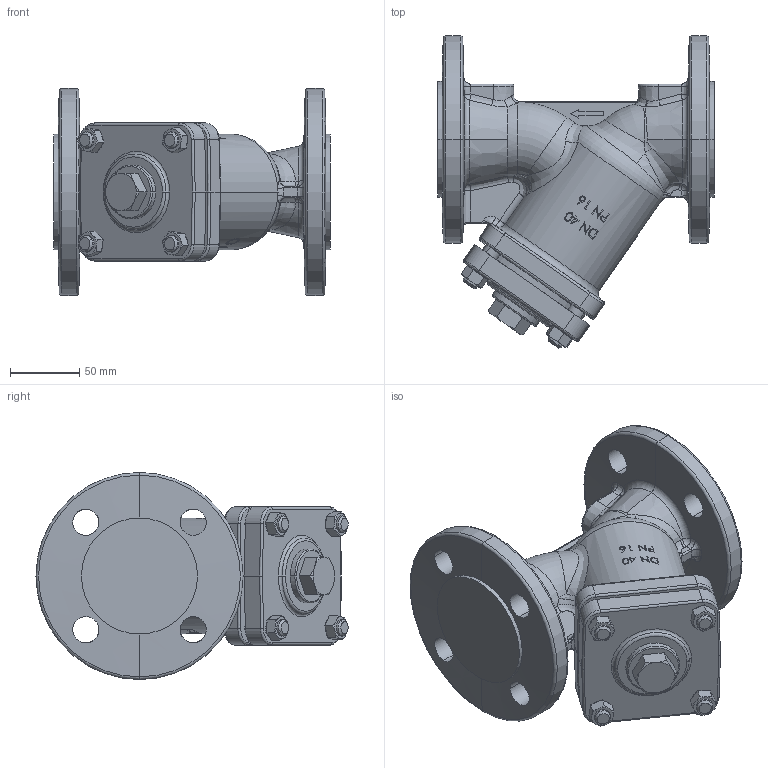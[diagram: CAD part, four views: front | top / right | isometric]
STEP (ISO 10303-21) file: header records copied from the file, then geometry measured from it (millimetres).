
FILE_DESCRIPTION (( 'STEP AP214' ), '1' );
FILE_NAME ('FP110-Y-Schmutzfänger-DN40-PN16-Fergo.STEP', '2022-11-14T13:40:18', ( '' ), ( '' ), 'SwSTEP 2.0', 'SolidWorks 2022', '' );
FILE_SCHEMA (( 'AUTOMOTIVE_DESIGN' ));
Length unit declared in the file: millimetre
Products named in the file (1): FP110-Y-Schmutzfänger-DN40-PN16-Fergo
Bounding box: 200 x 226.06 x 150 mm (x, y, z)
Volume: 1791714.1 mm3; surface area: 166078.1 mm2
Topology: 1 solids, 1 shells, 438 faces, 1149 edges, 746 vertices
Faces by surface type: cylinder 121, plane 106, bspline 101, cone 62, torus 36, sphere 12
Entity records: 38156 total; most frequent: CARTESIAN_POINT 28678, ORIENTED_EDGE 2282, DIRECTION 1414, EDGE_CURVE 1141, VERTEX_POINT 746, B_SPLINE_CURVE_WITH_KNOTS 633, AXIS2_PLACEMENT_3D 574, EDGE_LOOP 503
